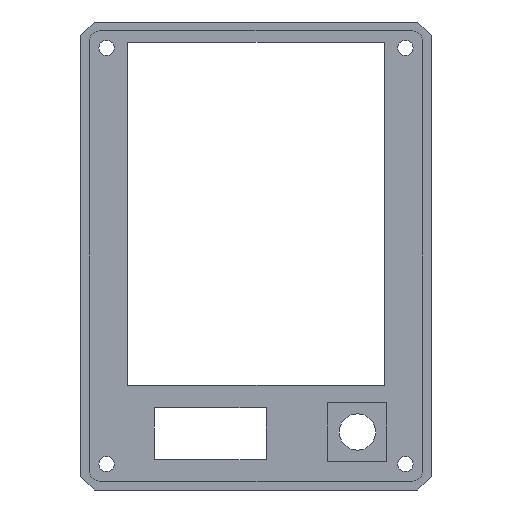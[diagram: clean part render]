
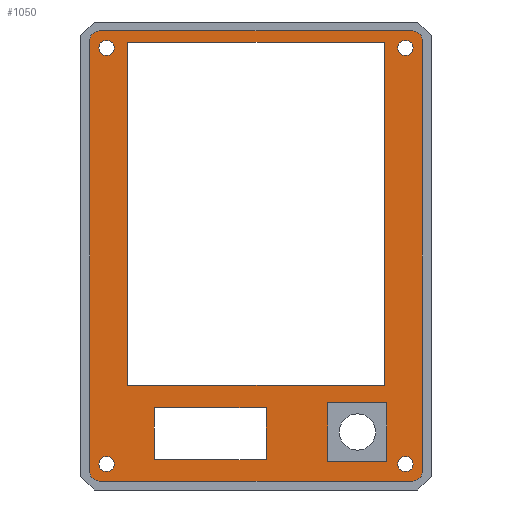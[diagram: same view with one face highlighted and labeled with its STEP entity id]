
A CAD part, front view. The second image highlights one B-rep face of the part: STEP entity #1050.
In plain terms, the highlighted planar face has unit normal (0, -1, 0).
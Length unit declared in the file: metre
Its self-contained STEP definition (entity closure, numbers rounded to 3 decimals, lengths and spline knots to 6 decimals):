
#38=CIRCLE('',#1130,0.0017);
#39=CIRCLE('',#1131,0.0017);
#40=CIRCLE('',#1132,0.0017);
#41=CIRCLE('',#1133,0.0017);
#42=CIRCLE('',#1134,0.0022);
#43=CIRCLE('',#1135,0.0022);
#44=CIRCLE('',#1136,0.0022);
#45=CIRCLE('',#1137,0.0022);
#85=ORIENTED_EDGE('',*,*,#379,.F.);
#86=ORIENTED_EDGE('',*,*,#380,.F.);
#87=ORIENTED_EDGE('',*,*,#381,.T.);
#88=ORIENTED_EDGE('',*,*,#382,.T.);
#89=ORIENTED_EDGE('',*,*,#383,.T.);
#90=ORIENTED_EDGE('',*,*,#384,.F.);
#91=ORIENTED_EDGE('',*,*,#385,.T.);
#92=ORIENTED_EDGE('',*,*,#386,.T.);
#93=ORIENTED_EDGE('',*,*,#387,.T.);
#94=ORIENTED_EDGE('',*,*,#388,.T.);
#95=ORIENTED_EDGE('',*,*,#389,.T.);
#96=ORIENTED_EDGE('',*,*,#390,.T.);
#97=ORIENTED_EDGE('',*,*,#391,.T.);
#98=ORIENTED_EDGE('',*,*,#392,.T.);
#99=ORIENTED_EDGE('',*,*,#393,.F.);
#100=ORIENTED_EDGE('',*,*,#394,.F.);
#101=ORIENTED_EDGE('',*,*,#395,.F.);
#102=ORIENTED_EDGE('',*,*,#396,.T.);
#103=ORIENTED_EDGE('',*,*,#397,.F.);
#104=ORIENTED_EDGE('',*,*,#398,.T.);
#105=ORIENTED_EDGE('',*,*,#399,.F.);
#106=ORIENTED_EDGE('',*,*,#400,.T.);
#107=ORIENTED_EDGE('',*,*,#401,.F.);
#108=ORIENTED_EDGE('',*,*,#367,.T.);
#367=EDGE_CURVE('',#514,#515,#613,.T.);
#379=EDGE_CURVE('',#526,#527,#621,.T.);
#380=EDGE_CURVE('',#528,#526,#622,.T.);
#381=EDGE_CURVE('',#528,#529,#623,.T.);
#382=EDGE_CURVE('',#529,#527,#624,.T.);
#383=EDGE_CURVE('',#530,#531,#625,.T.);
#384=EDGE_CURVE('',#532,#531,#626,.T.);
#385=EDGE_CURVE('',#532,#533,#627,.T.);
#386=EDGE_CURVE('',#533,#530,#628,.T.);
#387=EDGE_CURVE('',#534,#534,#38,.T.);
#388=EDGE_CURVE('',#535,#535,#39,.T.);
#389=EDGE_CURVE('',#536,#536,#40,.T.);
#390=EDGE_CURVE('',#537,#537,#41,.T.);
#391=EDGE_CURVE('',#538,#539,#629,.T.);
#392=EDGE_CURVE('',#539,#540,#630,.T.);
#393=EDGE_CURVE('',#541,#540,#631,.T.);
#394=EDGE_CURVE('',#538,#541,#632,.T.);
#395=EDGE_CURVE('',#542,#515,#42,.T.);
#396=EDGE_CURVE('',#542,#543,#633,.T.);
#397=EDGE_CURVE('',#544,#543,#43,.T.);
#398=EDGE_CURVE('',#544,#545,#634,.T.);
#399=EDGE_CURVE('',#546,#545,#44,.T.);
#400=EDGE_CURVE('',#546,#547,#635,.T.);
#401=EDGE_CURVE('',#514,#547,#45,.T.);
#514=VERTEX_POINT('',#1540);
#515=VERTEX_POINT('',#1541);
#526=VERTEX_POINT('',#1565);
#527=VERTEX_POINT('',#1566);
#528=VERTEX_POINT('',#1568);
#529=VERTEX_POINT('',#1570);
#530=VERTEX_POINT('',#1573);
#531=VERTEX_POINT('',#1574);
#532=VERTEX_POINT('',#1576);
#533=VERTEX_POINT('',#1578);
#534=VERTEX_POINT('',#1581);
#535=VERTEX_POINT('',#1583);
#536=VERTEX_POINT('',#1585);
#537=VERTEX_POINT('',#1587);
#538=VERTEX_POINT('',#1589);
#539=VERTEX_POINT('',#1590);
#540=VERTEX_POINT('',#1592);
#541=VERTEX_POINT('',#1594);
#542=VERTEX_POINT('',#1597);
#543=VERTEX_POINT('',#1599);
#544=VERTEX_POINT('',#1601);
#545=VERTEX_POINT('',#1603);
#546=VERTEX_POINT('',#1605);
#547=VERTEX_POINT('',#1607);
#613=LINE('',#1539,#721);
#621=LINE('',#1564,#729);
#622=LINE('',#1567,#730);
#623=LINE('',#1569,#731);
#624=LINE('',#1571,#732);
#625=LINE('',#1572,#733);
#626=LINE('',#1575,#734);
#627=LINE('',#1577,#735);
#628=LINE('',#1579,#736);
#629=LINE('',#1588,#737);
#630=LINE('',#1591,#738);
#631=LINE('',#1593,#739);
#632=LINE('',#1595,#740);
#633=LINE('',#1598,#741);
#634=LINE('',#1602,#742);
#635=LINE('',#1606,#743);
#721=VECTOR('',#1229,1.);
#729=VECTOR('',#1247,1.);
#730=VECTOR('',#1248,1.);
#731=VECTOR('',#1249,1.);
#732=VECTOR('',#1250,1.);
#733=VECTOR('',#1251,1.);
#734=VECTOR('',#1252,1.);
#735=VECTOR('',#1253,1.);
#736=VECTOR('',#1254,1.);
#737=VECTOR('',#1263,1.);
#738=VECTOR('',#1264,1.);
#739=VECTOR('',#1265,1.);
#740=VECTOR('',#1266,1.);
#741=VECTOR('',#1269,1.);
#742=VECTOR('',#1272,1.);
#743=VECTOR('',#1275,1.);
#831=EDGE_LOOP('',(#85,#86,#87,#88));
#832=EDGE_LOOP('',(#89,#90,#91,#92));
#833=EDGE_LOOP('',(#93));
#834=EDGE_LOOP('',(#94));
#835=EDGE_LOOP('',(#95));
#836=EDGE_LOOP('',(#96));
#837=EDGE_LOOP('',(#97,#98,#99,#100));
#838=EDGE_LOOP('',(#101,#102,#103,#104,#105,#106,#107,#108));
#921=FACE_BOUND('',#831,.T.);
#922=FACE_BOUND('',#832,.T.);
#923=FACE_BOUND('',#833,.T.);
#924=FACE_BOUND('',#834,.T.);
#925=FACE_BOUND('',#835,.T.);
#926=FACE_BOUND('',#836,.T.);
#927=FACE_BOUND('',#837,.T.);
#928=FACE_BOUND('',#838,.T.);
#1010=PLANE('',#1129);
#1050=ADVANCED_FACE('',(#921,#922,#923,#924,#925,#926,#927,#928),#1010,
 .F.);
#1129=AXIS2_PLACEMENT_3D('',#1563,#1245,#1246);
#1130=AXIS2_PLACEMENT_3D('',#1580,#1255,#1256);
#1131=AXIS2_PLACEMENT_3D('',#1582,#1257,#1258);
#1132=AXIS2_PLACEMENT_3D('',#1584,#1259,#1260);
#1133=AXIS2_PLACEMENT_3D('',#1586,#1261,#1262);
#1134=AXIS2_PLACEMENT_3D('',#1596,#1267,#1268);
#1135=AXIS2_PLACEMENT_3D('',#1600,#1270,#1271);
#1136=AXIS2_PLACEMENT_3D('',#1604,#1273,#1274);
#1137=AXIS2_PLACEMENT_3D('',#1608,#1276,#1277);
#1229=DIRECTION('',(1.,0.,0.));
#1245=DIRECTION('',(0.,1.,0.));
#1246=DIRECTION('',(1.,0.,0.));
#1247=DIRECTION('',(0.,0.,1.));
#1248=DIRECTION('',(1.,0.,0.));
#1249=DIRECTION('',(0.,0.,1.));
#1250=DIRECTION('',(1.,0.,0.));
#1251=DIRECTION('',(1.,0.,0.));
#1252=DIRECTION('',(0.,0.,1.));
#1253=DIRECTION('',(-1.,0.,0.));
#1254=DIRECTION('',(0.,0.,1.));
#1255=DIRECTION('',(0.,1.,0.));
#1256=DIRECTION('',(1.,0.,0.));
#1257=DIRECTION('',(0.,1.,0.));
#1258=DIRECTION('',(1.,0.,0.));
#1259=DIRECTION('',(0.,1.,0.));
#1260=DIRECTION('',(1.,0.,0.));
#1261=DIRECTION('',(0.,1.,0.));
#1262=DIRECTION('',(1.,0.,0.));
#1263=DIRECTION('',(0.,0.,1.));
#1264=DIRECTION('',(1.,0.,0.));
#1265=DIRECTION('',(0.,0.,1.));
#1266=DIRECTION('',(1.,0.,0.));
#1267=DIRECTION('',(0.,1.,0.));
#1268=DIRECTION('',(1.,0.,0.));
#1269=DIRECTION('',(0.,0.,1.));
#1270=DIRECTION('',(0.,1.,0.));
#1271=DIRECTION('',(1.,0.,0.));
#1272=DIRECTION('',(-1.,0.,0.));
#1273=DIRECTION('',(0.,1.,0.));
#1274=DIRECTION('',(1.,0.,0.));
#1275=DIRECTION('',(0.,0.,-1.));
#1276=DIRECTION('',(0.,1.,0.));
#1277=DIRECTION('',(1.,0.,0.));
#1539=CARTESIAN_POINT('',(0.,0.006693,-0.050206));
#1540=CARTESIAN_POINT('',(-0.034909,0.006693,-0.050206));
#1541=CARTESIAN_POINT('',(0.034909,0.006693,-0.050206));
#1563=CARTESIAN_POINT('',(0.,0.006693,0.));
#1564=CARTESIAN_POINT('',(0.029213,0.006693,-0.039281));
#1565=CARTESIAN_POINT('',(0.029213,0.006693,-0.045815));
#1566=CARTESIAN_POINT('',(0.029213,0.006693,-0.032747));
#1567=CARTESIAN_POINT('',(0.022621,0.006693,-0.045815));
#1568=CARTESIAN_POINT('',(0.016029,0.006693,-0.045815));
#1569=CARTESIAN_POINT('',(0.016029,0.006693,-0.039281));
#1570=CARTESIAN_POINT('',(0.016029,0.006693,-0.032747));
#1571=CARTESIAN_POINT('',(0.022621,0.006693,-0.032747));
#1572=CARTESIAN_POINT('',(-0.0102,0.006693,-0.033825));
#1573=CARTESIAN_POINT('',(-0.022675,0.006693,-0.033825));
#1574=CARTESIAN_POINT('',(0.002275,0.006693,-0.033825));
#1575=CARTESIAN_POINT('',(0.002275,0.006693,-0.039625));
#1576=CARTESIAN_POINT('',(0.002275,0.006693,-0.045425));
#1577=CARTESIAN_POINT('',(-0.0102,0.006693,-0.045425));
#1578=CARTESIAN_POINT('',(-0.022675,0.006693,-0.045425));
#1579=CARTESIAN_POINT('',(-0.022675,0.006693,-0.039625));
#1580=CARTESIAN_POINT('',(-0.033338,0.006693,-0.046434));
#1581=CARTESIAN_POINT('',(-0.031638,0.006693,-0.046434));
#1582=CARTESIAN_POINT('',(0.033338,0.006693,0.046434));
#1583=CARTESIAN_POINT('',(0.035038,0.006693,0.046434));
#1584=CARTESIAN_POINT('',(0.033338,0.006693,-0.046434));
#1585=CARTESIAN_POINT('',(0.035038,0.006693,-0.046434));
#1586=CARTESIAN_POINT('',(-0.033338,0.006693,0.046434));
#1587=CARTESIAN_POINT('',(-0.031638,0.006693,0.046434));
#1588=CARTESIAN_POINT('',(-0.028643,0.006693,0.009432));
#1589=CARTESIAN_POINT('',(-0.028643,0.006693,-0.028843));
#1590=CARTESIAN_POINT('',(-0.028643,0.006693,0.047707));
#1591=CARTESIAN_POINT('',(0.,0.006693,0.047707));
#1592=CARTESIAN_POINT('',(0.028643,0.006693,0.047707));
#1593=CARTESIAN_POINT('',(0.028643,0.006693,0.009432));
#1594=CARTESIAN_POINT('',(0.028643,0.006693,-0.028843));
#1595=CARTESIAN_POINT('',(0.,0.006693,-0.028843));
#1596=CARTESIAN_POINT('',(0.034909,0.006693,-0.048006));
#1597=CARTESIAN_POINT('',(0.037109,0.006693,-0.048006));
#1598=CARTESIAN_POINT('',(0.037109,0.006693,0.));
#1599=CARTESIAN_POINT('',(0.037109,0.006693,0.048006));
#1600=CARTESIAN_POINT('',(0.034909,0.006693,0.048006));
#1601=CARTESIAN_POINT('',(0.034909,0.006693,0.050206));
#1602=CARTESIAN_POINT('',(0.,0.006693,0.050206));
#1603=CARTESIAN_POINT('',(-0.034909,0.006693,0.050206));
#1604=CARTESIAN_POINT('',(-0.034909,0.006693,0.048006));
#1605=CARTESIAN_POINT('',(-0.037109,0.006693,0.048006));
#1606=CARTESIAN_POINT('',(-0.037109,0.006693,0.));
#1607=CARTESIAN_POINT('',(-0.037109,0.006693,-0.048006));
#1608=CARTESIAN_POINT('',(-0.034909,0.006693,-0.048006));
